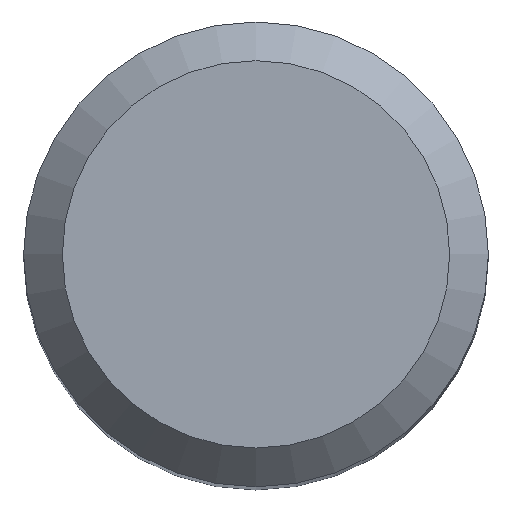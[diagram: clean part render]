
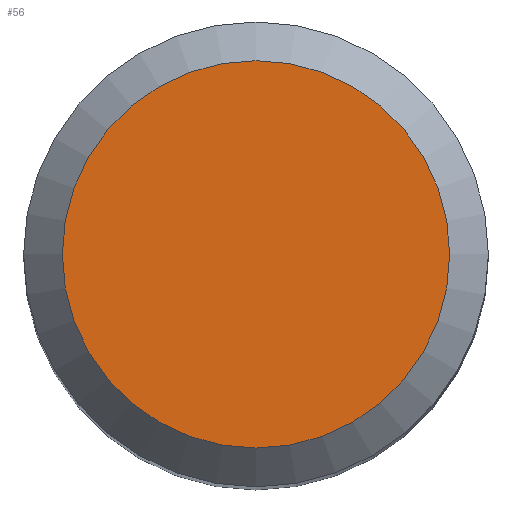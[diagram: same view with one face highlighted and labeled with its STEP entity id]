
A CAD part, top view. The second image highlights one B-rep face of the part: STEP entity #56.
In plain terms, the highlighted planar face has unit normal (0, 0, 1).
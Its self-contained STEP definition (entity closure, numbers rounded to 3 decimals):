
#3 = CARTESIAN_POINT ( 'NONE',  ( 0., 0., 102. ) ) ;
#26 = CIRCLE ( 'NONE', #76, 5. ) ;
#56 = ADVANCED_FACE ( 'NONE', ( #63 ), #125, .F. ) ;
#62 = DIRECTION ( 'NONE',  ( 0., 1., 0. ) ) ;
#63 = FACE_OUTER_BOUND ( 'NONE', #189, .T. ) ;
#76 = AXIS2_PLACEMENT_3D ( 'NONE', #3, #166, #62 ) ;
#114 = EDGE_CURVE ( 'NONE', #185, #185, #26, .T. ) ;
#125 = PLANE ( 'NONE',  #246 ) ;
#166 = DIRECTION ( 'NONE',  ( 0., 0., -1. ) ) ;
#185 = VERTEX_POINT ( 'NONE', #187 ) ;
#187 = CARTESIAN_POINT ( 'NONE',  ( 0., 5., 102. ) ) ;
#189 = EDGE_LOOP ( 'NONE', ( #255 ) ) ;
#203 = DIRECTION ( 'NONE',  ( 0., 1., 0. ) ) ;
#224 = CARTESIAN_POINT ( 'NONE',  ( 0., 0., 102. ) ) ;
#246 = AXIS2_PLACEMENT_3D ( 'NONE', #224, #247, #203 ) ;
#247 = DIRECTION ( 'NONE',  ( 0., 0., -1. ) ) ;
#255 = ORIENTED_EDGE ( 'NONE', *, *, #114, .F. ) ;
